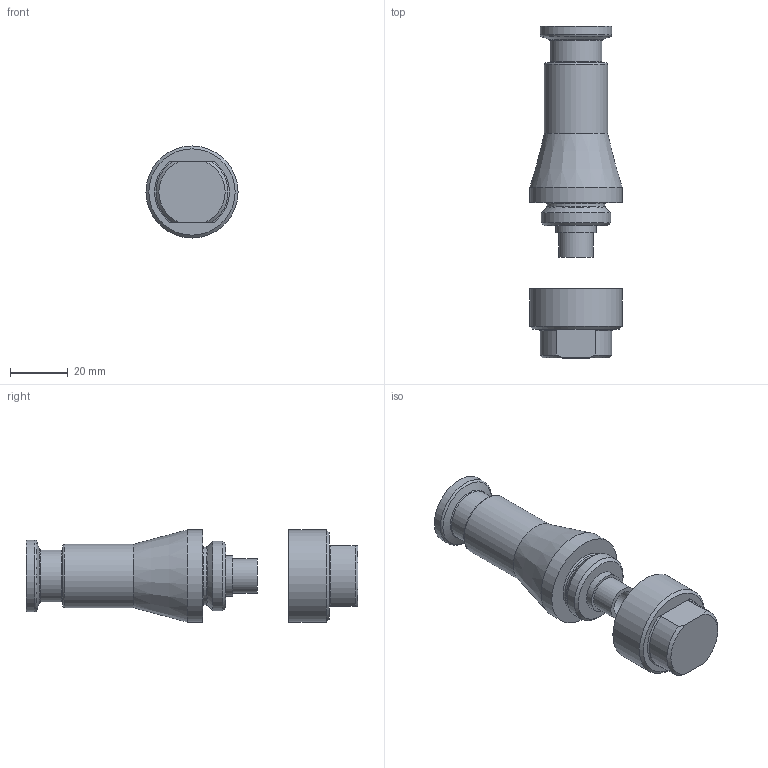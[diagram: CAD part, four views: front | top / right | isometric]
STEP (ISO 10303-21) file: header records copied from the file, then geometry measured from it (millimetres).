
FILE_DESCRIPTION( ( 'Unknown' ), '1' );
FILE_NAME( 'PBMH_xxxxxxxx5652xxxxxx.stp', 'Unknown', ( 'Unknown' ), ( 'Unknown' ), 'PSStep 14.0', 'Unknown', ' ' );
FILE_SCHEMA( ( 'AUTOMOTIVE_DESIGN { 1 0 10303 214 1 1 1 1 }' ) );
Length unit declared in the file: millimetre
Products named in the file (2): 11101644
Bounding box: 32 x 115.3 x 32 mm (x, y, z)
Volume: 42002 mm3; surface area: 12855 mm2
Topology: 2 solids, 2 shells, 48 faces, 95 edges, 61 vertices
Faces by surface type: cylinder 16, plane 16, cone 8, torus 8
Full cylindrical faces by diameter (mm): 9 x1, 12 x1, 14 x1, 15 x1, 18 x1, 20 x1, 21.546 x2, 22 x1, 24 x1, 24.9 x1, 26 x1, 32 x2
Entity records: 1486 total; most frequent: CARTESIAN_POINT 210, DIRECTION 198, ORIENTED_EDGE 122, AXIS2_PLACEMENT_3D 95, EDGE_LOOP 84, FACE_OUTER_BOUND 68, EDGE_CURVE 61, VERTEX_POINT 53
